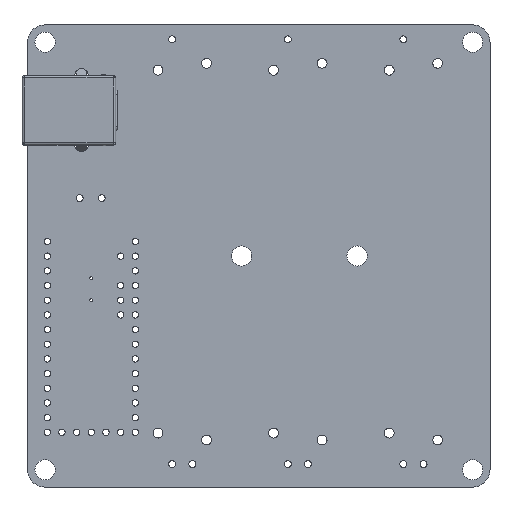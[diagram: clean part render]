
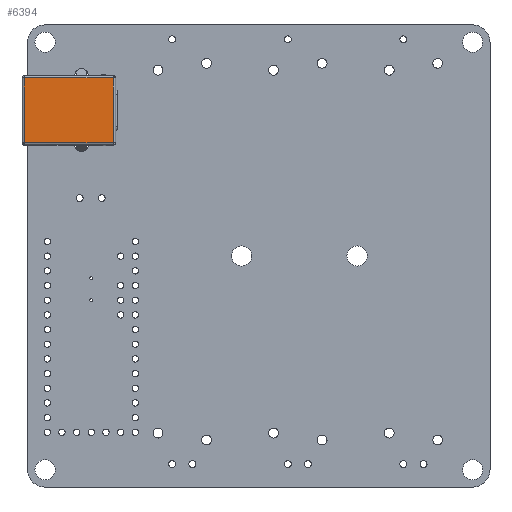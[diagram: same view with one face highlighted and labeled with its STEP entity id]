
A CAD part, top view. The second image highlights one B-rep face of the part: STEP entity #6394.
In plain terms, the highlighted face is planar.
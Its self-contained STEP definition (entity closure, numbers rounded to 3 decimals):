
#6132 = CYLINDRICAL_SURFACE('',#6133,0.4);
#6133 = AXIS2_PLACEMENT_3D('',#6134,#6135,#6136);
#6134 = CARTESIAN_POINT('',(-11.211,10.5,-1.81));
#6135 = DIRECTION('',(1.,0.,0.));
#6136 = DIRECTION('',(0.,0.,-1.));
#6394 = ADVANCED_FACE('',(#6395),#6409,.T.);
#6395 = FACE_BOUND('',#6396,.T.);
#6396 = EDGE_LOOP('',(#6397,#6427,#6455,#6483));
#6397 = ORIENTED_EDGE('',*,*,#6398,.T.);
#6398 = EDGE_CURVE('',#6399,#6401,#6403,.T.);
#6399 = VERTEX_POINT('',#6400);
#6400 = CARTESIAN_POINT('',(5.6,10.9,
    -1.81));
#6401 = VERTEX_POINT('',#6402);
#6402 = CARTESIAN_POINT('',(-5.6,10.9,
    -1.81));
#6403 = SURFACE_CURVE('',#6404,(#6408,#6420),.PCURVE_S1.);
#6404 = LINE('',#6405,#6406);
#6405 = CARTESIAN_POINT('',(12.467,10.9,-1.81));
#6406 = VECTOR('',#6407,1.);
#6407 = DIRECTION('',(-1.,0.,0.));
#6408 = PCURVE('',#6409,#6414);
#6409 = PLANE('',#6410);
#6410 = AXIS2_PLACEMENT_3D('',#6411,#6412,#6413);
#6411 = CARTESIAN_POINT('',(12.467,10.9,
    16.319));
#6412 = DIRECTION('',(0.,1.,0.));
#6413 = DIRECTION('',(1.,0.,0.));
#6414 = DEFINITIONAL_REPRESENTATION('',(#6415),#6419);
#6415 = LINE('',#6416,#6417);
#6416 = CARTESIAN_POINT('',(0.,18.129));
#6417 = VECTOR('',#6418,1.);
#6418 = DIRECTION('',(-1.,0.));
#6419 = ( GEOMETRIC_REPRESENTATION_CONTEXT(2) 
PARAMETRIC_REPRESENTATION_CONTEXT() REPRESENTATION_CONTEXT('2D SPACE',''
  ) );
#6420 = PCURVE('',#6132,#6421);
#6421 = DEFINITIONAL_REPRESENTATION('',(#6422),#6426);
#6422 = LINE('',#6423,#6424);
#6423 = CARTESIAN_POINT('',(1.571,23.678));
#6424 = VECTOR('',#6425,1.);
#6425 = DIRECTION('',(0.,-1.));
#6426 = ( GEOMETRIC_REPRESENTATION_CONTEXT(2) 
PARAMETRIC_REPRESENTATION_CONTEXT() REPRESENTATION_CONTEXT('2D SPACE',''
  ) );
#6427 = ORIENTED_EDGE('',*,*,#6428,.T.);
#6428 = EDGE_CURVE('',#6401,#6429,#6431,.T.);
#6429 = VERTEX_POINT('',#6430);
#6430 = CARTESIAN_POINT('',(-5.6,10.9,
    13.59));
#6431 = SURFACE_CURVE('',#6432,(#6436,#6443),.PCURVE_S1.);
#6432 = LINE('',#6433,#6434);
#6433 = CARTESIAN_POINT('',(-5.6,10.9,16.319));
#6434 = VECTOR('',#6435,1.);
#6435 = DIRECTION('',(0.,0.,1.));
#6436 = PCURVE('',#6409,#6437);
#6437 = DEFINITIONAL_REPRESENTATION('',(#6438),#6442);
#6438 = LINE('',#6439,#6440);
#6439 = CARTESIAN_POINT('',(-18.067,0.));
#6440 = VECTOR('',#6441,1.);
#6441 = DIRECTION('',(0.,-1.));
#6442 = ( GEOMETRIC_REPRESENTATION_CONTEXT(2) 
PARAMETRIC_REPRESENTATION_CONTEXT() REPRESENTATION_CONTEXT('2D SPACE',''
  ) );
#6443 = PCURVE('',#6444,#6449);
#6444 = CYLINDRICAL_SURFACE('',#6445,0.4);
#6445 = AXIS2_PLACEMENT_3D('',#6446,#6447,#6448);
#6446 = CARTESIAN_POINT('',(-5.6,10.5,21.298));
#6447 = DIRECTION('',(0.,0.,-1.));
#6448 = DIRECTION('',(0.,1.,0.));
#6449 = DEFINITIONAL_REPRESENTATION('',(#6450),#6454);
#6450 = LINE('',#6451,#6452);
#6451 = CARTESIAN_POINT('',(6.283,4.979));
#6452 = VECTOR('',#6453,1.);
#6453 = DIRECTION('',(0.,-1.));
#6454 = ( GEOMETRIC_REPRESENTATION_CONTEXT(2) 
PARAMETRIC_REPRESENTATION_CONTEXT() REPRESENTATION_CONTEXT('2D SPACE',''
  ) );
#6455 = ORIENTED_EDGE('',*,*,#6456,.F.);
#6456 = EDGE_CURVE('',#6457,#6429,#6459,.T.);
#6457 = VERTEX_POINT('',#6458);
#6458 = CARTESIAN_POINT('',(5.6,10.9,13.59));
#6459 = SURFACE_CURVE('',#6460,(#6464,#6471),.PCURVE_S1.);
#6460 = LINE('',#6461,#6462);
#6461 = CARTESIAN_POINT('',(12.467,10.9,
    13.59));
#6462 = VECTOR('',#6463,1.);
#6463 = DIRECTION('',(-1.,0.,0.));
#6464 = PCURVE('',#6409,#6465);
#6465 = DEFINITIONAL_REPRESENTATION('',(#6466),#6470);
#6466 = LINE('',#6467,#6468);
#6467 = CARTESIAN_POINT('',(0.,2.729));
#6468 = VECTOR('',#6469,1.);
#6469 = DIRECTION('',(-1.,0.));
#6470 = ( GEOMETRIC_REPRESENTATION_CONTEXT(2) 
PARAMETRIC_REPRESENTATION_CONTEXT() REPRESENTATION_CONTEXT('2D SPACE',''
  ) );
#6471 = PCURVE('',#6472,#6477);
#6472 = CYLINDRICAL_SURFACE('',#6473,0.4);
#6473 = AXIS2_PLACEMENT_3D('',#6474,#6475,#6476);
#6474 = CARTESIAN_POINT('',(-11.211,10.5,13.59));
#6475 = DIRECTION('',(1.,0.,0.));
#6476 = DIRECTION('',(0.,0.,-1.));
#6477 = DEFINITIONAL_REPRESENTATION('',(#6478),#6482);
#6478 = LINE('',#6479,#6480);
#6479 = CARTESIAN_POINT('',(1.571,23.678));
#6480 = VECTOR('',#6481,1.);
#6481 = DIRECTION('',(0.,-1.));
#6482 = ( GEOMETRIC_REPRESENTATION_CONTEXT(2) 
PARAMETRIC_REPRESENTATION_CONTEXT() REPRESENTATION_CONTEXT('2D SPACE',''
  ) );
#6483 = ORIENTED_EDGE('',*,*,#6484,.F.);
#6484 = EDGE_CURVE('',#6399,#6457,#6485,.T.);
#6485 = SURFACE_CURVE('',#6486,(#6490,#6497),.PCURVE_S1.);
#6486 = LINE('',#6487,#6488);
#6487 = CARTESIAN_POINT('',(5.6,10.9,16.319));
#6488 = VECTOR('',#6489,1.);
#6489 = DIRECTION('',(0.,0.,1.));
#6490 = PCURVE('',#6409,#6491);
#6491 = DEFINITIONAL_REPRESENTATION('',(#6492),#6496);
#6492 = LINE('',#6493,#6494);
#6493 = CARTESIAN_POINT('',(-6.867,0.));
#6494 = VECTOR('',#6495,1.);
#6495 = DIRECTION('',(0.,-1.));
#6496 = ( GEOMETRIC_REPRESENTATION_CONTEXT(2) 
PARAMETRIC_REPRESENTATION_CONTEXT() REPRESENTATION_CONTEXT('2D SPACE',''
  ) );
#6497 = PCURVE('',#6498,#6503);
#6498 = CYLINDRICAL_SURFACE('',#6499,0.4);
#6499 = AXIS2_PLACEMENT_3D('',#6500,#6501,#6502);
#6500 = CARTESIAN_POINT('',(5.6,10.5,-9.518));
#6501 = DIRECTION('',(0.,0.,1.));
#6502 = DIRECTION('',(0.,-1.,0.));
#6503 = DEFINITIONAL_REPRESENTATION('',(#6504),#6508);
#6504 = LINE('',#6505,#6506);
#6505 = CARTESIAN_POINT('',(3.142,25.836));
#6506 = VECTOR('',#6507,1.);
#6507 = DIRECTION('',(0.,1.));
#6508 = ( GEOMETRIC_REPRESENTATION_CONTEXT(2) 
PARAMETRIC_REPRESENTATION_CONTEXT() REPRESENTATION_CONTEXT('2D SPACE',''
  ) );
